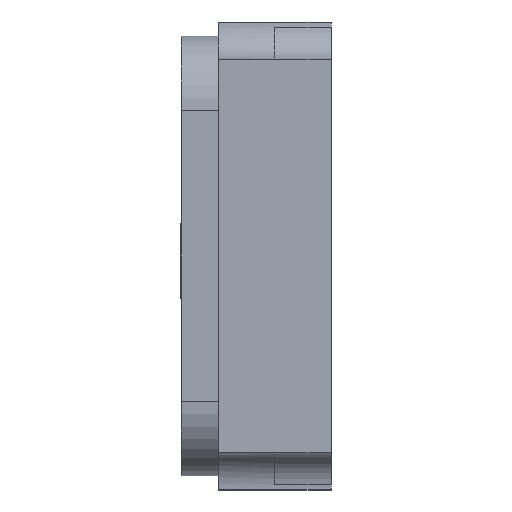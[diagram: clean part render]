
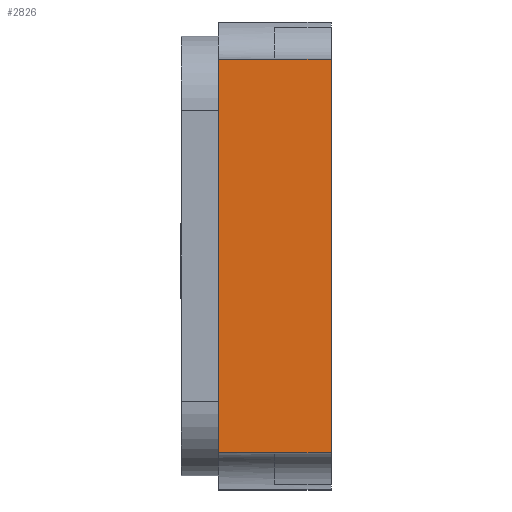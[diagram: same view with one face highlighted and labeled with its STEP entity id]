
A CAD part, left-side view. The second image highlights one B-rep face of the part: STEP entity #2826.
In plain terms, the highlighted planar face has unit normal (-1, 0, 0).
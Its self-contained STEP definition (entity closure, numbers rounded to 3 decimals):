
#390 = CARTESIAN_POINT ( 'NONE',  ( -0.825, 0., -0.525 ) ) ;
#872 = LINE ( 'NONE', #5339, #883 ) ;
#878 = LINE ( 'NONE', #5363, #881 ) ;
#881 = VECTOR ( 'NONE', #5365, 1000. ) ;
#882 = LINE ( 'NONE', #5367, #885 ) ;
#883 = VECTOR ( 'NONE', #5366, 1000. ) ;
#884 = LINE ( 'NONE', #5369, #887 ) ;
#885 = VECTOR ( 'NONE', #5368, 1000. ) ;
#887 = VECTOR ( 'NONE', #5370, 1000. ) ;
#1726 = AXIS2_PLACEMENT_3D ( 'NONE', #4515, #4514, #4511 ) ;
#2166 = EDGE_LOOP ( 'NONE', ( #4763, #4764, #4765, #4766 ) ) ;
#2826 = ADVANCED_FACE ( 'NONE', ( #7884 ), #4490, .F. ) ;
#4490 = PLANE ( 'NONE',  #1726 ) ;
#4511 = DIRECTION ( 'NONE',  ( 0., 0., -1. ) ) ;
#4514 = DIRECTION ( 'NONE',  ( 1., 0., 0. ) ) ;
#4515 = CARTESIAN_POINT ( 'NONE',  ( -0.825, 0.4, -0.625 ) ) ;
#4763 = ORIENTED_EDGE ( 'NONE', *, *, #8319, .T. ) ;
#4764 = ORIENTED_EDGE ( 'NONE', *, *, #8318, .T. ) ;
#4765 = ORIENTED_EDGE ( 'NONE', *, *, #8317, .T. ) ;
#4766 = ORIENTED_EDGE ( 'NONE', *, *, #8316, .T. ) ;
#5339 = CARTESIAN_POINT ( 'NONE',  ( -0.825, 0., -0.625 ) ) ;
#5363 = CARTESIAN_POINT ( 'NONE',  ( -0.825, 10., 0.525 ) ) ;
#5365 = DIRECTION ( 'NONE',  ( 0., 1., 0. ) ) ;
#5366 = DIRECTION ( 'NONE',  ( 0., 0., 1. ) ) ;
#5367 = CARTESIAN_POINT ( 'NONE',  ( -0.825, 10., -0.525 ) ) ;
#5368 = DIRECTION ( 'NONE',  ( 0., -1., 0. ) ) ;
#5369 = CARTESIAN_POINT ( 'NONE',  ( -0.825, 0.3, 0.625 ) ) ;
#5370 = DIRECTION ( 'NONE',  ( 0., 0., -1. ) ) ;
#6183 = VERTEX_POINT ( 'NONE', #390 ) ;
#6806 = CARTESIAN_POINT ( 'NONE',  ( -0.825, 0., 0.525 ) ) ;
#6825 = CARTESIAN_POINT ( 'NONE',  ( -0.825, 0.3, 0.525 ) ) ;
#7397 = VERTEX_POINT ( 'NONE', #8628 ) ;
#7432 = VERTEX_POINT ( 'NONE', #6806 ) ;
#7444 = VERTEX_POINT ( 'NONE', #6825 ) ;
#7884 = FACE_OUTER_BOUND ( 'NONE', #2166, .T. ) ;
#8316 = EDGE_CURVE ( 'NONE', #7432, #7444, #878, .T. ) ;
#8317 = EDGE_CURVE ( 'NONE', #6183, #7432, #872, .T. ) ;
#8318 = EDGE_CURVE ( 'NONE', #7397, #6183, #882, .T. ) ;
#8319 = EDGE_CURVE ( 'NONE', #7444, #7397, #884, .T. ) ;
#8628 = CARTESIAN_POINT ( 'NONE',  ( -0.825, 0.3, -0.525 ) ) ;
